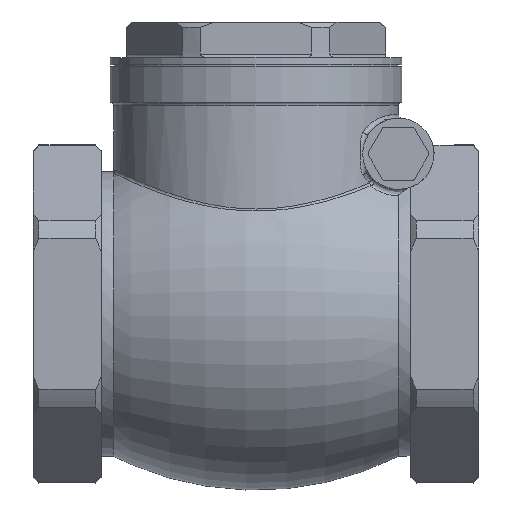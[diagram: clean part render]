
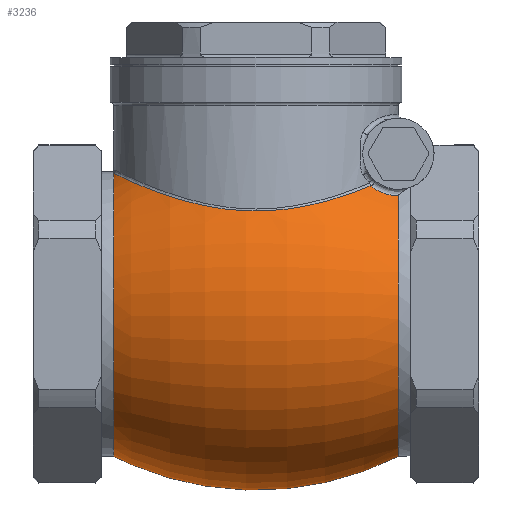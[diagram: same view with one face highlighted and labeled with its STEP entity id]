
A CAD part, left-side view. The second image highlights one B-rep face of the part: STEP entity #3236.
In plain terms, the highlighted toroidal (fillet/blend) face has major radius 39.505 mm and minor radius 89 mm.
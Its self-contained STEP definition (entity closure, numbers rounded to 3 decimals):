
#34=DEGENERATE_TOROIDAL_SURFACE('',#3429,39.505,89.,.F.);
#100=B_SPLINE_CURVE_WITH_KNOTS('',3,(#4639,#4640,#4641,#4642,#4643,#4644,
#4645),.UNSPECIFIED.,.F.,.F.,(4,1,1,1,4),(0.,0.002,
0.005,0.007,0.009),
 .UNSPECIFIED.);
#101=B_SPLINE_CURVE_WITH_KNOTS('',3,(#4647,#4648,#4649,#4650,#4651,#4652,
#4653,#4654,#4655,#4656,#4657,#4658,#4659,#4660,#4661,#4662,#4663,#4664,
#4665,#4666,#4667,#4668),.UNSPECIFIED.,.F.,.F.,(4,1,1,1,1,1,1,1,1,1,1,1,
1,1,1,1,1,1,1,4),(0.02,0.026,0.032,
0.038,0.043,0.049,0.052,
0.055,0.058,0.061,0.067,
0.07,0.073,0.079,0.085,
0.091,0.097,0.103,0.109,
0.115),.UNSPECIFIED.);
#102=B_SPLINE_CURVE_WITH_KNOTS('',3,(#4672,#4673,#4674,#4675,#4676,#4677,
#4678,#4679,#4680,#4681,#4682,#4683,#4684,#4685,#4686,#4687,#4688,#4689,
#4690),.UNSPECIFIED.,.F.,.F.,(4,1,1,1,1,1,1,1,1,1,1,1,1,1,1,1,4),(0.,0.012,
0.018,0.024,0.03,0.036,
0.042,0.048,0.054,0.057,
0.06,0.066,0.071,0.077,
0.083,0.089,0.095),.UNSPECIFIED.);
#103=B_SPLINE_CURVE_WITH_KNOTS('',3,(#4692,#4693,#4694,#4695,#4696,#4697,
#4698),.UNSPECIFIED.,.F.,.F.,(4,1,1,1,4),(0.,0.002,0.005,
0.007,0.009),.UNSPECIFIED.);
#230=CIRCLE('',#3379,40.);
#255=CIRCLE('',#3430,40.);
#550=ORIENTED_EDGE('',*,*,#1096,.T.);
#551=ORIENTED_EDGE('',*,*,#1168,.T.);
#552=ORIENTED_EDGE('',*,*,#1169,.T.);
#553=ORIENTED_EDGE('',*,*,#1170,.T.);
#554=ORIENTED_EDGE('',*,*,#1171,.T.);
#555=ORIENTED_EDGE('',*,*,#1172,.T.);
#1096=EDGE_CURVE('',#1440,#1439,#230,.T.);
#1168=EDGE_CURVE('',#1439,#1486,#100,.T.);
#1169=EDGE_CURVE('',#1486,#1487,#101,.T.);
#1170=EDGE_CURVE('',#1487,#1488,#255,.T.);
#1171=EDGE_CURVE('',#1488,#1489,#102,.T.);
#1172=EDGE_CURVE('',#1489,#1440,#103,.T.);
#1439=VERTEX_POINT('',#4421);
#1440=VERTEX_POINT('',#4423);
#1486=VERTEX_POINT('',#4646);
#1487=VERTEX_POINT('',#4669);
#1488=VERTEX_POINT('',#4671);
#1489=VERTEX_POINT('',#4691);
#1913=EDGE_LOOP('',(#550,#551,#552,#553,#554,#555));
#2071=FACE_BOUND('',#1913,.T.);
#3236=ADVANCED_FACE('',(#2071),#34,.F.);
#3379=AXIS2_PLACEMENT_3D('',#4422,#3704,#3705);
#3429=AXIS2_PLACEMENT_3D('',#4638,#3828,#3829);
#3430=AXIS2_PLACEMENT_3D('',#4670,#3830,#3831);
#3704=DIRECTION('',(0.,1.,0.));
#3705=DIRECTION('',(0.,0.,1.));
#3828=DIRECTION('',(0.,-1.,0.));
#3829=DIRECTION('',(0.,0.,-1.));
#3830=DIRECTION('',(0.,-1.,0.));
#3831=DIRECTION('',(0.,0.,-1.));
#4421=CARTESIAN_POINT('',(-22.212,-40.,33.266));
#4422=CARTESIAN_POINT('',(0.,-40.,0.));
#4423=CARTESIAN_POINT('',(22.212,-40.,33.266));
#4638=CARTESIAN_POINT('',(0.,0.,0.));
#4639=CARTESIAN_POINT('',(-22.212,-40.,33.266));
#4640=CARTESIAN_POINT('',(-22.745,-39.444,33.246));
#4641=CARTESIAN_POINT('',(-23.714,-38.25,33.286));
#4642=CARTESIAN_POINT('',(-24.729,-36.189,33.721));
#4643=CARTESIAN_POINT('',(-24.994,-34.048,34.666));
#4644=CARTESIAN_POINT('',(-24.574,-32.835,35.556));
#4645=CARTESIAN_POINT('',(-24.248,-32.31,36.022));
#4646=CARTESIAN_POINT('',(-24.248,-32.31,36.022));
#4647=CARTESIAN_POINT('',(-24.248,-32.31,36.022));
#4648=CARTESIAN_POINT('',(-25.786,-31.135,35.54));
#4649=CARTESIAN_POINT('',(-28.687,-28.568,34.525));
#4650=CARTESIAN_POINT('',(-32.462,-24.106,32.955));
#4651=CARTESIAN_POINT('',(-35.53,-19.221,31.492));
#4652=CARTESIAN_POINT('',(-37.938,-13.788,30.21));
#4653=CARTESIAN_POINT('',(-39.252,-9.066,29.451));
#4654=CARTESIAN_POINT('',(-39.897,-5.164,29.067));
#4655=CARTESIAN_POINT('',(-40.168,-2.157,28.903));
#4656=CARTESIAN_POINT('',(-40.216,0.862,28.874));
#4657=CARTESIAN_POINT('',(-39.986,4.832,29.014));
#4658=CARTESIAN_POINT('',(-39.323,8.761,29.411));
#4659=CARTESIAN_POINT('',(-38.229,12.602,30.036));
#4660=CARTESIAN_POINT('',(-36.883,16.286,30.777));
#4661=CARTESIAN_POINT('',(-34.715,20.681,31.899));
#4662=CARTESIAN_POINT('',(-31.402,25.494,33.42));
#4663=CARTESIAN_POINT('',(-27.485,29.746,34.975));
#4664=CARTESIAN_POINT('',(-22.921,33.453,36.481));
#4665=CARTESIAN_POINT('',(-17.943,36.424,37.783));
#4666=CARTESIAN_POINT('',(-12.422,38.709,38.84));
#4667=CARTESIAN_POINT('',(-8.538,39.667,39.3));
#4668=CARTESIAN_POINT('',(-6.55,40.,39.46));
#4669=CARTESIAN_POINT('',(-6.55,40.,39.46));
#4670=CARTESIAN_POINT('',(0.,40.,0.));
#4671=CARTESIAN_POINT('',(6.55,40.,39.46));
#4672=CARTESIAN_POINT('',(6.55,40.,39.46));
#4673=CARTESIAN_POINT('',(10.526,39.335,39.139));
#4674=CARTESIAN_POINT('',(16.126,37.493,38.253));
#4675=CARTESIAN_POINT('',(22.923,33.454,36.481));
#4676=CARTESIAN_POINT('',(27.416,29.81,34.999));
#4677=CARTESIAN_POINT('',(31.4,25.5,33.422));
#4678=CARTESIAN_POINT('',(34.669,20.753,31.92));
#4679=CARTESIAN_POINT('',(37.295,15.466,30.564));
#4680=CARTESIAN_POINT('',(39.126,9.85,29.529));
#4681=CARTESIAN_POINT('',(39.969,4.989,29.024));
#4682=CARTESIAN_POINT('',(40.215,0.944,28.875));
#4683=CARTESIAN_POINT('',(40.158,-3.054,28.909));
#4684=CARTESIAN_POINT('',(39.549,-7.984,29.279));
#4685=CARTESIAN_POINT('',(37.941,-13.779,30.208));
#4686=CARTESIAN_POINT('',(35.577,-19.134,31.468));
#4687=CARTESIAN_POINT('',(32.449,-24.127,32.961));
#4688=CARTESIAN_POINT('',(28.725,-28.526,34.51));
#4689=CARTESIAN_POINT('',(25.791,-31.13,35.538));
#4690=CARTESIAN_POINT('',(24.248,-32.31,36.022));
#4691=CARTESIAN_POINT('',(24.248,-32.31,36.022));
#4692=CARTESIAN_POINT('',(24.248,-32.31,36.022));
#4693=CARTESIAN_POINT('',(24.574,-32.835,35.556));
#4694=CARTESIAN_POINT('',(24.994,-34.048,34.666));
#4695=CARTESIAN_POINT('',(24.729,-36.189,33.721));
#4696=CARTESIAN_POINT('',(23.714,-38.25,33.286));
#4697=CARTESIAN_POINT('',(22.745,-39.444,33.246));
#4698=CARTESIAN_POINT('',(22.212,-40.,33.266));
